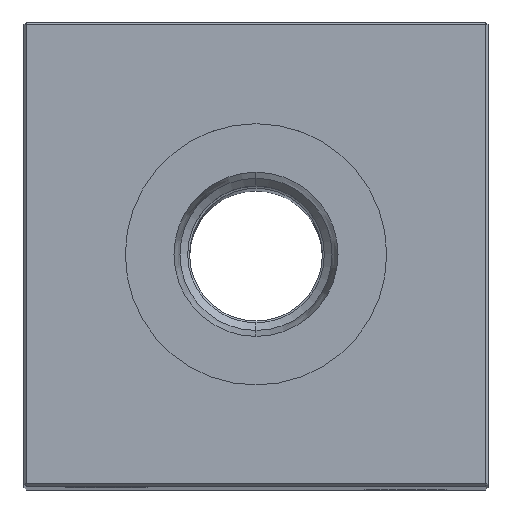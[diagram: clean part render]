
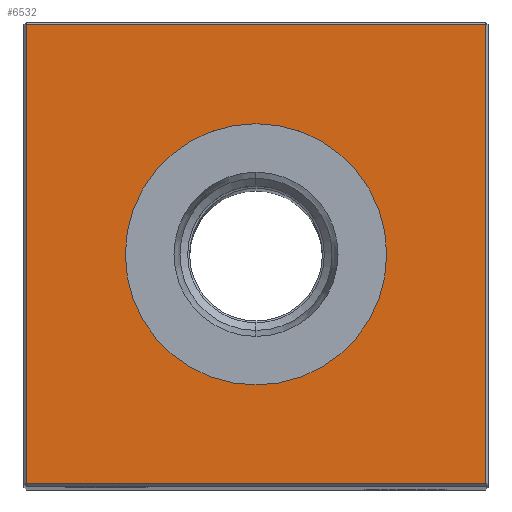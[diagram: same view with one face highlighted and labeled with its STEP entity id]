
A CAD part, top view. The second image highlights one B-rep face of the part: STEP entity #6532.
In plain terms, the highlighted planar face has unit normal (0, 0, 1).
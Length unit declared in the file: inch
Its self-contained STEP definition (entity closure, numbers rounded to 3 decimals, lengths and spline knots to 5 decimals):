
#464 = LINE ( 'NONE', #23784, #5674 ) ;
#909 = AXIS2_PLACEMENT_3D ( 'NONE', #5971, #13734, #6465 ) ;
#1372 = ORIENTED_EDGE ( 'NONE', *, *, #8940, .T. ) ;
#3060 = CIRCLE ( 'NONE', #17358, 0.49213 ) ;
#3440 = EDGE_CURVE ( 'NONE', #11278, #4101, #15098, .T. ) ;
#3624 = CARTESIAN_POINT ( 'NONE',  ( -0.865, -0.865, 7.25 ) ) ;
#3750 = VECTOR ( 'NONE', #16971, 39.37008 ) ;
#4101 = VERTEX_POINT ( 'NONE', #3624 ) ;
#4485 = DIRECTION ( 'NONE',  ( -1., 0., 0. ) ) ;
#4604 = CARTESIAN_POINT ( 'NONE',  ( -0.865, 0.865, 7.25 ) ) ;
#5455 = CARTESIAN_POINT ( 'NONE',  ( 0.865, 0., 7.25 ) ) ;
#5674 = VECTOR ( 'NONE', #21335, 39.37008 ) ;
#5819 = DIRECTION ( 'NONE',  ( -1., 0., 0. ) ) ;
#5971 = CARTESIAN_POINT ( 'NONE',  ( 0., 0., 7.25 ) ) ;
#6009 = EDGE_CURVE ( 'NONE', #4101, #23417, #464, .T. ) ;
#6305 = CARTESIAN_POINT ( 'NONE',  ( 0., -0.49213, 7.25 ) ) ;
#6465 = DIRECTION ( 'NONE',  ( -1., 0., 0. ) ) ;
#6532 = ADVANCED_FACE ( 'NONE', ( #15748, #13999 ), #9877, .F. ) ;
#6633 = CARTESIAN_POINT ( 'NONE',  ( 0.865, -0.865, 7.25 ) ) ;
#7355 = CARTESIAN_POINT ( 'NONE',  ( -0.865, 0., 7.25 ) ) ;
#8940 = EDGE_CURVE ( 'NONE', #9687, #9039, #3060, .T. ) ;
#9039 = VERTEX_POINT ( 'NONE', #6305 ) ;
#9578 = DIRECTION ( 'NONE',  ( 0., 0., -1. ) ) ;
#9687 = VERTEX_POINT ( 'NONE', #15204 ) ;
#9877 = PLANE ( 'NONE',  #13290 ) ;
#10032 = VECTOR ( 'NONE', #11214, 39.37008 ) ;
#11214 = DIRECTION ( 'NONE',  ( 0., 1., 0. ) ) ;
#11278 = VERTEX_POINT ( 'NONE', #4604 ) ;
#11419 = VECTOR ( 'NONE', #21880, 39.37008 ) ;
#11459 = CARTESIAN_POINT ( 'NONE',  ( 0., 0., 7.25 ) ) ;
#12276 = CARTESIAN_POINT ( 'NONE',  ( 0., 0.865, 7.25 ) ) ;
#13290 = AXIS2_PLACEMENT_3D ( 'NONE', #17971, #17482, #4485 ) ;
#13734 = DIRECTION ( 'NONE',  ( 0., 0., -1. ) ) ;
#13997 = EDGE_LOOP ( 'NONE', ( #1372, #21458 ) ) ;
#13999 = FACE_BOUND ( 'NONE', #13997, .T. ) ;
#15098 = LINE ( 'NONE', #7355, #3750 ) ;
#15204 = CARTESIAN_POINT ( 'NONE',  ( 0., 0.49213, 7.25 ) ) ;
#15423 = VERTEX_POINT ( 'NONE', #16555 ) ;
#15748 = FACE_OUTER_BOUND ( 'NONE', #16006, .T. ) ;
#16006 = EDGE_LOOP ( 'NONE', ( #22624, #18706, #16885, #16292 ) ) ;
#16292 = ORIENTED_EDGE ( 'NONE', *, *, #24225, .T. ) ;
#16555 = CARTESIAN_POINT ( 'NONE',  ( 0.865, 0.865, 7.25 ) ) ;
#16885 = ORIENTED_EDGE ( 'NONE', *, *, #17389, .T. ) ;
#16971 = DIRECTION ( 'NONE',  ( 0., -1., 0. ) ) ;
#17358 = AXIS2_PLACEMENT_3D ( 'NONE', #11459, #9578, #5819 ) ;
#17389 = EDGE_CURVE ( 'NONE', #23417, #15423, #22573, .T. ) ;
#17482 = DIRECTION ( 'NONE',  ( 0., 0., -1. ) ) ;
#17971 = CARTESIAN_POINT ( 'NONE',  ( 0., 0., 7.25 ) ) ;
#18706 = ORIENTED_EDGE ( 'NONE', *, *, #6009, .T. ) ;
#19505 = LINE ( 'NONE', #12276, #11419 ) ;
#20464 = CIRCLE ( 'NONE', #909, 0.49213 ) ;
#21069 = EDGE_CURVE ( 'NONE', #9039, #9687, #20464, .T. ) ;
#21335 = DIRECTION ( 'NONE',  ( 1., 0., 0. ) ) ;
#21458 = ORIENTED_EDGE ( 'NONE', *, *, #21069, .T. ) ;
#21880 = DIRECTION ( 'NONE',  ( -1., 0., 0. ) ) ;
#22573 = LINE ( 'NONE', #5455, #10032 ) ;
#22624 = ORIENTED_EDGE ( 'NONE', *, *, #3440, .T. ) ;
#23417 = VERTEX_POINT ( 'NONE', #6633 ) ;
#23784 = CARTESIAN_POINT ( 'NONE',  ( 0., -0.865, 7.25 ) ) ;
#24225 = EDGE_CURVE ( 'NONE', #15423, #11278, #19505, .T. ) ;
